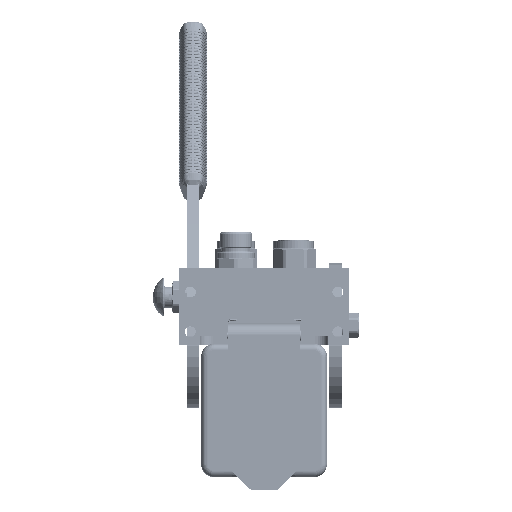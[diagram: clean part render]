
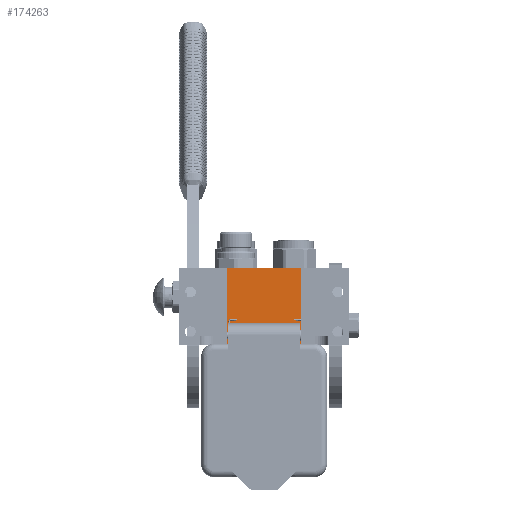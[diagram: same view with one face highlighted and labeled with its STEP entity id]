
A CAD part, left-side view. The second image highlights one B-rep face of the part: STEP entity #174263.
In plain terms, the highlighted face is planar.
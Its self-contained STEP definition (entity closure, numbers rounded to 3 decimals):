
#9588 = CARTESIAN_POINT ( 'NONE',  ( -29., 0., -107.5 ) ) ;
#10962 = DIRECTION ( 'NONE',  ( 0., 0., -1. ) ) ;
#18454 = VERTEX_POINT ( 'NONE', #94496 ) ;
#19478 = ORIENTED_EDGE ( 'NONE', *, *, #109769, .F. ) ;
#20241 = LINE ( 'NONE', #9588, #82629 ) ;
#22870 = CARTESIAN_POINT ( 'NONE',  ( -29., 0., -107.5 ) ) ;
#32565 = CARTESIAN_POINT ( 'NONE',  ( 29., 0., -107.5 ) ) ;
#33162 = DIRECTION ( 'NONE',  ( -1., 0., 0. ) ) ;
#40370 = EDGE_CURVE ( 'NONE', #71223, #126924, #20241, .T. ) ;
#42686 = ORIENTED_EDGE ( 'NONE', *, *, #40370, .T. ) ;
#46075 = LINE ( 'NONE', #84852, #113140 ) ;
#48647 = CARTESIAN_POINT ( 'NONE',  ( 29., 0., -107.5 ) ) ;
#59165 = EDGE_LOOP ( 'NONE', ( #42686, #19478, #82689, #69376 ) ) ;
#62847 = EDGE_CURVE ( 'NONE', #18454, #71223, #85197, .T. ) ;
#68834 = DIRECTION ( 'NONE',  ( -1., 0., 0. ) ) ;
#69376 = ORIENTED_EDGE ( 'NONE', *, *, #62847, .T. ) ;
#70750 = DIRECTION ( 'NONE',  ( -1., 0., 0. ) ) ;
#71223 = VERTEX_POINT ( 'NONE', #22870 ) ;
#82629 = VECTOR ( 'NONE', #148392, 1000. ) ;
#82689 = ORIENTED_EDGE ( 'NONE', *, *, #175054, .F. ) ;
#84852 = CARTESIAN_POINT ( 'NONE',  ( 29., 60.2, -107.5 ) ) ;
#85197 = LINE ( 'NONE', #48647, #102086 ) ;
#92978 = DIRECTION ( 'NONE',  ( 0., 1., 0. ) ) ;
#94496 = CARTESIAN_POINT ( 'NONE',  ( 29., 0., -107.5 ) ) ;
#102086 = VECTOR ( 'NONE', #33162, 1000. ) ;
#109769 = EDGE_CURVE ( 'NONE', #198977, #126924, #46075, .T. ) ;
#113140 = VECTOR ( 'NONE', #68834, 1000. ) ;
#115609 = CARTESIAN_POINT ( 'NONE',  ( 29., 0., -107.5 ) ) ;
#116908 = PLANE ( 'NONE',  #135174 ) ;
#126863 = CARTESIAN_POINT ( 'NONE',  ( -29., 60.2, -107.5 ) ) ;
#126924 = VERTEX_POINT ( 'NONE', #126863 ) ;
#129937 = LINE ( 'NONE', #32565, #137063 ) ;
#132604 = FACE_OUTER_BOUND ( 'NONE', #59165, .T. ) ;
#135174 = AXIS2_PLACEMENT_3D ( 'NONE', #115609, #10962, #70750 ) ;
#137063 = VECTOR ( 'NONE', #92978, 1000. ) ;
#148392 = DIRECTION ( 'NONE',  ( 0., 1., 0. ) ) ;
#174263 = ADVANCED_FACE ( 'NONE', ( #132604 ), #116908, .T. ) ;
#175054 = EDGE_CURVE ( 'NONE', #18454, #198977, #129937, .T. ) ;
#180455 = CARTESIAN_POINT ( 'NONE',  ( 29., 60.2, -107.5 ) ) ;
#198977 = VERTEX_POINT ( 'NONE', #180455 ) ;
